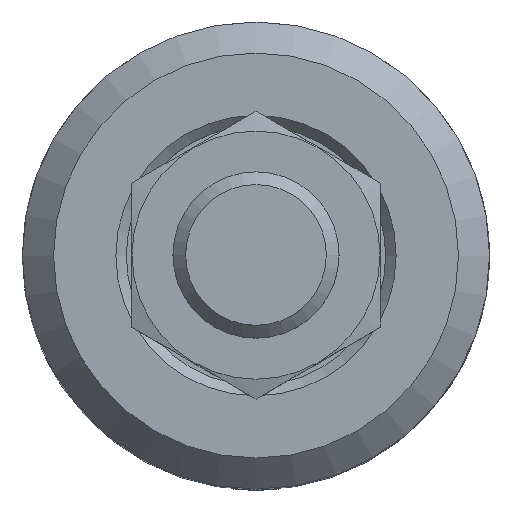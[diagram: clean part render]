
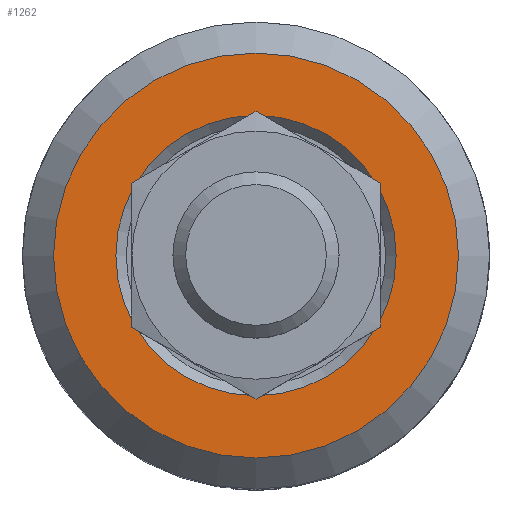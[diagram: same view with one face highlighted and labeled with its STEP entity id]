
A CAD part, top view. The second image highlights one B-rep face of the part: STEP entity #1262.
In plain terms, the highlighted planar face has unit normal (0, 0, 1).
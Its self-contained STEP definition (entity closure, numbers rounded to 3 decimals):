
#164=CIRCLE('',#1435,13.5);
#165=CIRCLE('',#1436,19.5);
#259=ORIENTED_EDGE('',*,*,#589,.T.);
#260=ORIENTED_EDGE('',*,*,#590,.F.);
#589=EDGE_CURVE('',#752,#752,#164,.T.);
#590=EDGE_CURVE('',#753,#753,#165,.T.);
#752=VERTEX_POINT('',#2060);
#753=VERTEX_POINT('',#2062);
#949=EDGE_LOOP('',(#259));
#950=EDGE_LOOP('',(#260));
#1087=FACE_BOUND('',#949,.T.);
#1088=FACE_BOUND('',#950,.T.);
#1220=PLANE('',#1434);
#1262=ADVANCED_FACE('',(#1087,#1088),#1220,.T.);
#1434=AXIS2_PLACEMENT_3D('',#2058,#1635,#1636);
#1435=AXIS2_PLACEMENT_3D('',#2059,#1637,#1638);
#1436=AXIS2_PLACEMENT_3D('',#2061,#1639,#1640);
#1635=DIRECTION('',(0.,0.,1.));
#1636=DIRECTION('',(1.,0.,0.));
#1637=DIRECTION('',(0.,0.,-1.));
#1638=DIRECTION('',(-1.,0.,0.));
#1639=DIRECTION('',(0.,0.,-1.));
#1640=DIRECTION('',(-1.,0.,0.));
#2058=CARTESIAN_POINT('',(0.,19.5,0.));
#2059=CARTESIAN_POINT('',(0.,0.,0.));
#2060=CARTESIAN_POINT('',(-13.5,0.,0.));
#2061=CARTESIAN_POINT('',(0.,0.,0.));
#2062=CARTESIAN_POINT('',(-19.5,0.,0.));
